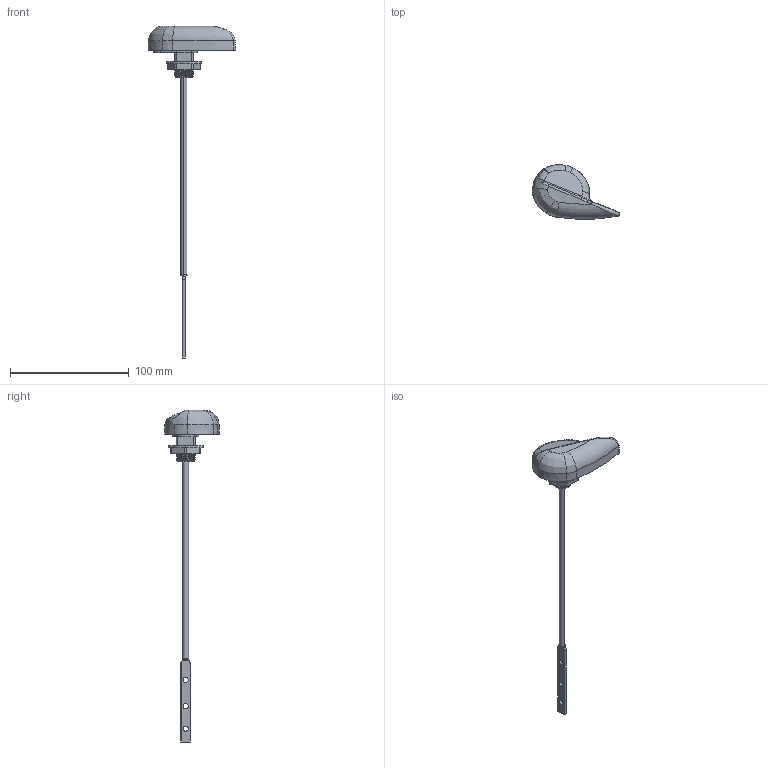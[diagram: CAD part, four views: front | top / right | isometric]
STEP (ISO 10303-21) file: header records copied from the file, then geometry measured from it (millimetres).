
FILE_DESCRIPTION((''),'2;1');
FILE_NAME('509_WEB','2010-10-27T',('ramkumar'),(''),'PRO/ENGINEER BY PARAMETRIC TECHNOLOGY CORPORATION, 2009300','PRO/ENGINEER BY PARAMETRIC TECHNOLOGY CORPORATION, 2009300','');
FILE_SCHEMA(('CONFIG_CONTROL_DESIGN'));
Length unit declared in the file: inch
Products named in the file (1): 509_WEB
Bounding box: 73.65 x 45.99 x 279.91 mm (x, y, z)
Surface area: 21530.4 mm2 (no closed solid volume)
Topology: 0 solids, 6 shells, 271 faces, 747 edges, 485 vertices
Faces by surface type: plane 107, cylinder 70, bspline 45, torus 21, cone 18, sphere 10
Entity records: 13131 total; most frequent: CARTESIAN_POINT 6549, ORIENTED_EDGE 1413, DIRECTION 1264, EDGE_CURVE 745, VERTEX_POINT 485, AXIS2_PLACEMENT_3D 478, VECTOR 308, LINE 308
